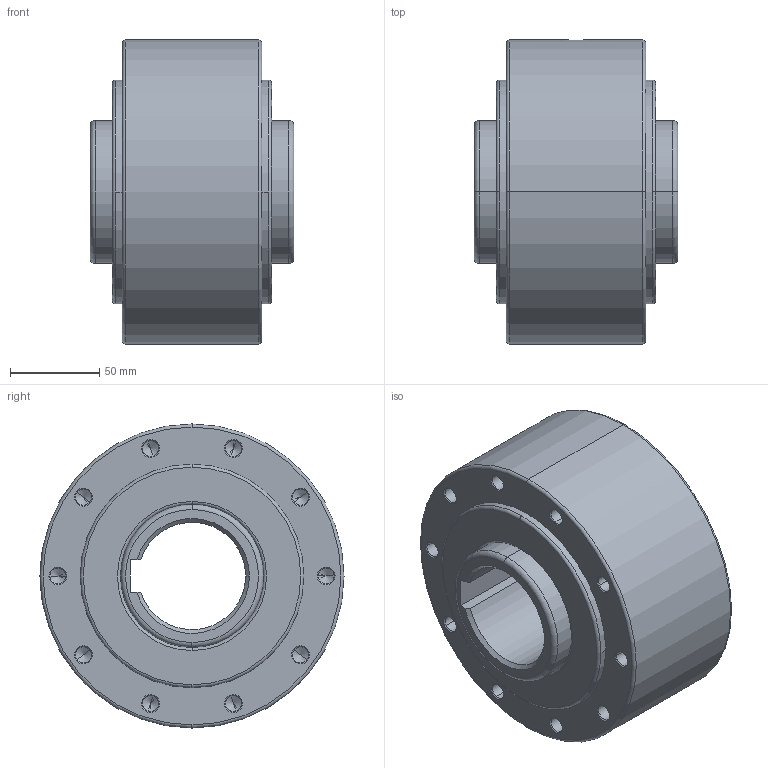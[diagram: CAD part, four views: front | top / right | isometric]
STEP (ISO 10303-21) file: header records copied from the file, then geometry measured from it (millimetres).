
FILE_DESCRIPTION(('STEP AP214'),'1');
FILE_NAME('gl2g_60.stp','2019-09-14T12:04:56',('TraceParts'),('TraceParts S.A.'),'Spatial InterOp 3D',' ',' ');
FILE_SCHEMA(('AUTOMOTIVE_DESIGN { 1 0 10303 214 1 1 1 1 }'));
Length unit declared in the file: millimetre
Products named in the file (1): gl2g_60
Bounding box: 114 x 170 x 170 mm (x, y, z)
Volume: 1659537.3 mm3; surface area: 137187.3 mm2
Topology: 1 solids, 5 shells, 295 faces, 674 edges, 391 vertices
Faces by surface type: cone 124, cylinder 108, plane 39, torus 24
Entity records: 8148 total; most frequent: DIRECTION 1595, CARTESIAN_POINT 1396, ORIENTED_EDGE 1268, AXIS2_PLACEMENT_3D 672, EDGE_CURVE 634, VERTEX_POINT 391, CIRCLE 376, EDGE_LOOP 347
